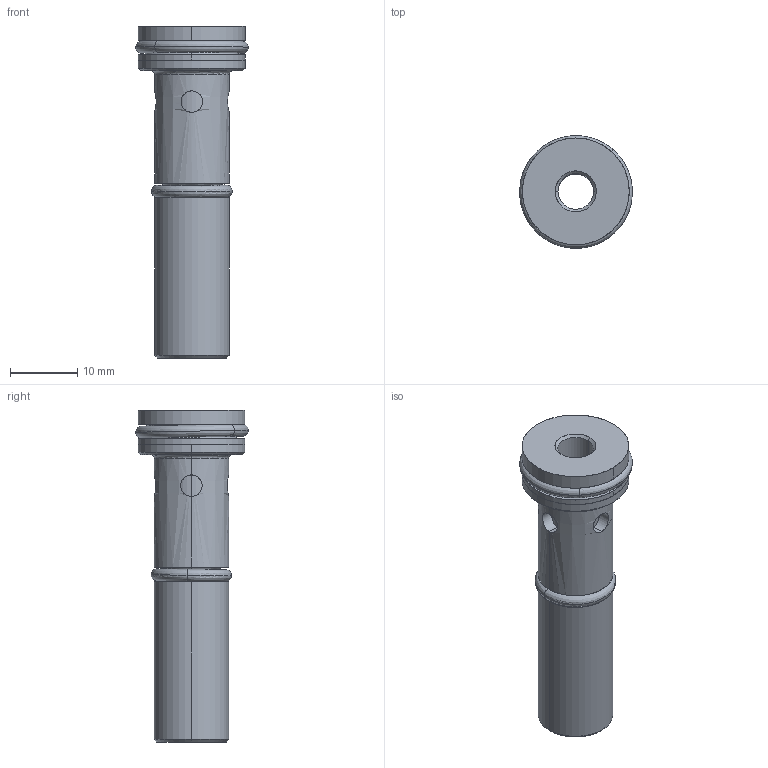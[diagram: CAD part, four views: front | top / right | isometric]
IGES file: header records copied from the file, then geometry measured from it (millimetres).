
Start section: SolidWorks IGES file using analytic representation for surfaces
Global section: file name: ITD-209.IGS; native system: SolidWorks 2008; preprocessor: SolidWorks 2008; author: Lee; date: 090717.142428; units: inch
Bounding box: 16.73 x 16.72 x 49.28 mm (x, y, z)
Surface area: 4391.2 mm2 (no closed solid volume)
Topology: 0 solids, 0 shells, 72 faces, 1480 edges, 1480 vertices
Faces by surface type: revolution 40, bspline 32
